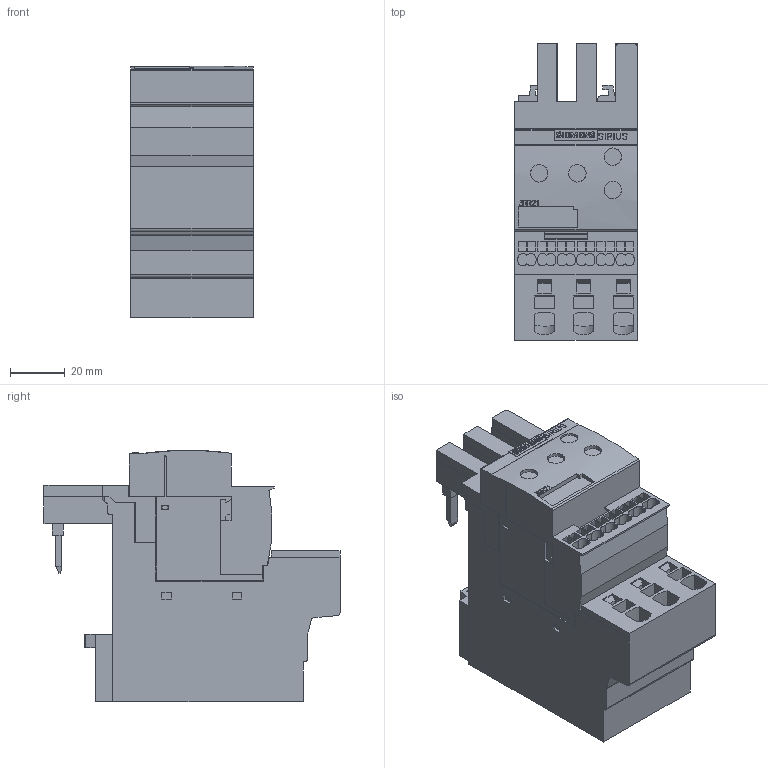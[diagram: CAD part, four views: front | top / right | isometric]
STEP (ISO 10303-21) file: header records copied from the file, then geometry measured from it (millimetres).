
FILE_DESCRIPTION(('STEP AP214'),'1');
FILE_NAME('cctmp_00535DD6-3AA6-4880-8043-5DA7DE440925_2023_07_21_11_03_28_0510..stp','2023-07-21T09:03:29',('SIEMENS A&D'),('CADClick - www.CADClick.com'),'Spatial InterOp 3D postprocessed',' ','unknown authorization');
FILE_SCHEMA(('AUTOMOTIVE_DESIGN'));
Length unit declared in the file: millimetre
Products named in the file (1): 2023_07_21_11_03_28_0489
Bounding box: 45 x 108.6 x 92.2 mm (x, y, z)
Volume: 247103.4 mm3; surface area: 55270.8 mm2
Topology: 1 solids, 1 shells, 889 faces, 2498 edges, 1657 vertices
Faces by surface type: plane 765, cylinder 124
Entity records: 31380 total; most frequent: CARTESIAN_POINT 5332, ORIENTED_EDGE 4996, DIRECTION 4605, EDGE_CURVE 2498, LINE 2145, VECTOR 2145, VERTEX_POINT 1657, AXIS2_PLACEMENT_3D 1230
